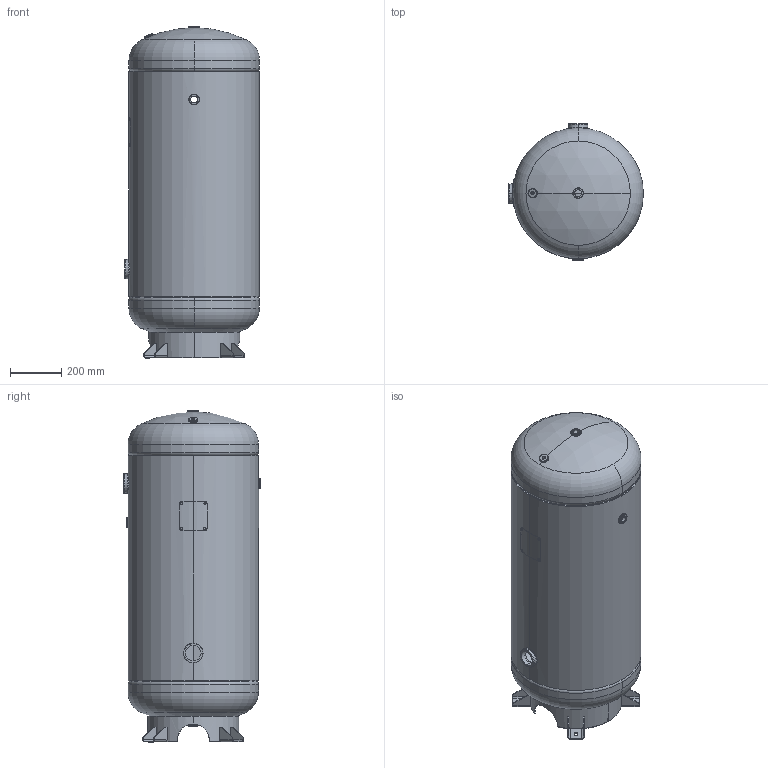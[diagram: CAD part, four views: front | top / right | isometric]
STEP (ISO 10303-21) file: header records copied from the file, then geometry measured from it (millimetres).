
FILE_DESCRIPTION (( 'STEP AP214' ), '1' );
FILE_NAME ('302411.STEP', '2024-04-16T21:31:48', ( '' ), ( '' ), 'SwSTEP 2.0', 'SolidWorks 2022', '' );
FILE_SCHEMA (( 'AUTOMOTIVE_DESIGN' ));
Length unit declared in the file: inch
Products named in the file (11): PHOENIX RAD FLANGE_200P958 OR; PHOENIX FLAT FLANGE_0500P393; 302411; PHOENIX FLAT FLANGE_0250P391; PHOENIX FLAT FLANGE_0750; HEAD_20X235JOG; A55179; A73116; A73234; NP-VER_20; 302411-SL
Assembly tree (17 placements, depth 3):
  302411
    302411-SL
    HEAD_20X235JOG  x2
    PHOENIX RAD FLANGE_200P958 OR  x2
    PHOENIX FLAT FLANGE_0750  x3
    PHOENIX FLAT FLANGE_0500P393
    PHOENIX FLAT FLANGE_0250P391
    A73116
      A73234
      A55179  x4
    NP-VER_20
Bounding box: 524.96 x 532.1 x 1292.56 mm (x, y, z)
Volume: 12701083.9 mm3; surface area: 4590148.5 mm2
Topology: 16 solids, 16 shells, 372 faces, 810 edges, 482 vertices
Faces by surface type: plane 132, cylinder 106, torus 104, bspline 22, sphere 8
Entity records: 11842 total; most frequent: CARTESIAN_POINT 6992, DIRECTION 959, ORIENTED_EDGE 858, EDGE_CURVE 429, AXIS2_PLACEMENT_3D 420, VERTEX_POINT 260, CIRCLE 228, EDGE_LOOP 225
